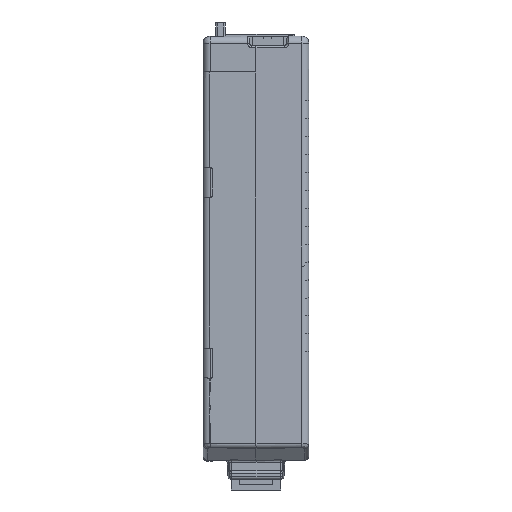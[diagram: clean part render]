
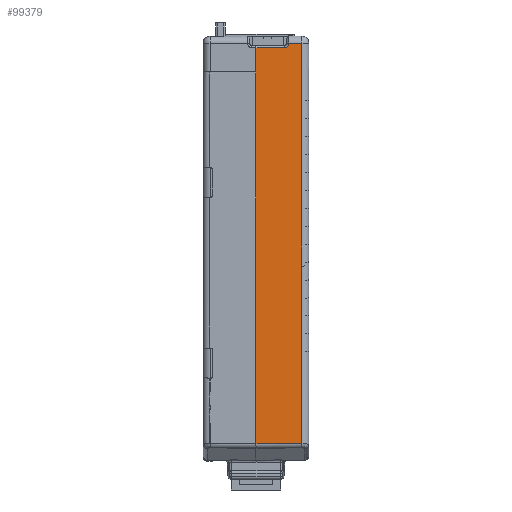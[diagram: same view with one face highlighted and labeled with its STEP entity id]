
A CAD part, front view. The second image highlights one B-rep face of the part: STEP entity #99379.
In plain terms, the highlighted planar face has unit normal (0.009, -1, 0).
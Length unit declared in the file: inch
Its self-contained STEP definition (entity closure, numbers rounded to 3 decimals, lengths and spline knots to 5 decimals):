
#251 = VECTOR ( 'NONE', #118069, 39.37008 ) ;
#1492 = ORIENTED_EDGE ( 'NONE', *, *, #71096, .T. ) ;
#1499 = VECTOR ( 'NONE', #132796, 39.37008 ) ;
#1958 = DIRECTION ( 'NONE',  ( -0.009, 1., 0. ) ) ;
#2349 = CIRCLE ( 'NONE', #135654, 0.0392 ) ;
#3691 = LINE ( 'NONE', #152376, #133069 ) ;
#5311 = CARTESIAN_POINT ( 'NONE',  ( 0.28599, -3.9497, 2.98563 ) ) ;
#8882 = DIRECTION ( 'NONE',  ( 0., 0., -1. ) ) ;
#10799 = AXIS2_PLACEMENT_3D ( 'NONE', #13437, #1958, #133930 ) ;
#11984 = DIRECTION ( 'NONE',  ( 0., 0., -1. ) ) ;
#13437 = CARTESIAN_POINT ( 'NONE',  ( 0.27283, -3.94982, 6.79435 ) ) ;
#13780 = EDGE_CURVE ( 'NONE', #129598, #84226, #133874, .T. ) ;
#15898 = VERTEX_POINT ( 'NONE', #137092 ) ;
#17297 = VERTEX_POINT ( 'NONE', #43270 ) ;
#20495 = ORIENTED_EDGE ( 'NONE', *, *, #108989, .T. ) ;
#20882 = DIRECTION ( 'NONE',  ( -1., -0.009, 0. ) ) ;
#22379 = LINE ( 'NONE', #101625, #63557 ) ;
#23314 = VERTEX_POINT ( 'NONE', #100968 ) ;
#25388 = VERTEX_POINT ( 'NONE', #122944 ) ;
#32974 = DIRECTION ( 'NONE',  ( 1., 0.009, 0. ) ) ;
#33060 = EDGE_CURVE ( 'NONE', #41240, #23314, #3691, .T. ) ;
#36432 = CARTESIAN_POINT ( 'NONE',  ( 0.40072, -3.9487, 6.79435 ) ) ;
#37421 = CARTESIAN_POINT ( 'NONE',  ( 0.28599, -3.9497, 2.98563 ) ) ;
#38441 = EDGE_CURVE ( 'NONE', #39218, #23314, #65749, .T. ) ;
#38580 = VECTOR ( 'NONE', #116451, 39.37008 ) ;
#39057 = CARTESIAN_POINT ( 'NONE',  ( 0.40072, -3.94871, 1.03143 ) ) ;
#39218 = VERTEX_POINT ( 'NONE', #119939 ) ;
#41240 = VERTEX_POINT ( 'NONE', #91330 ) ;
#42065 = VECTOR ( 'NONE', #8882, 39.37008 ) ;
#42263 = CARTESIAN_POINT ( 'NONE',  ( 0.40072, -3.94871, -0.52684 ) ) ;
#43270 = CARTESIAN_POINT ( 'NONE',  ( -0.0016, -3.95221, 0.22185 ) ) ;
#45142 = VECTOR ( 'NONE', #11984, 39.37008 ) ;
#48065 = ORIENTED_EDGE ( 'NONE', *, *, #147851, .F. ) ;
#50109 = EDGE_CURVE ( 'NONE', #15898, #153531, #97849, .T. ) ;
#56585 = ORIENTED_EDGE ( 'NONE', *, *, #147685, .T. ) ;
#56586 = CARTESIAN_POINT ( 'NONE',  ( -0.0016, -3.95221, -0.52927 ) ) ;
#58605 = DIRECTION ( 'NONE',  ( -1., -0.009, 0.009 ) ) ;
#58618 = CARTESIAN_POINT ( 'NONE',  ( 0.40072, -3.9487, 6.79435 ) ) ;
#60771 = FACE_OUTER_BOUND ( 'NONE', #108520, .T. ) ;
#62146 = PLANE ( 'NONE',  #10799 ) ;
#62992 = EDGE_CURVE ( 'NONE', #107092, #84226, #137932, .T. ) ;
#63557 = VECTOR ( 'NONE', #67047, 39.37008 ) ;
#63978 = DIRECTION ( 'NONE',  ( 0., 0., -1. ) ) ;
#65749 = LINE ( 'NONE', #153280, #251 ) ;
#67047 = DIRECTION ( 'NONE',  ( 0., 0., 1. ) ) ;
#71096 = EDGE_CURVE ( 'NONE', #153531, #41240, #2349, .T. ) ;
#77268 = ORIENTED_EDGE ( 'NONE', *, *, #148540, .F. ) ;
#80596 = CARTESIAN_POINT ( 'NONE',  ( 0.40072, -3.9487, 2.98618 ) ) ;
#82053 = VERTEX_POINT ( 'NONE', #104570 ) ;
#83744 = CARTESIAN_POINT ( 'NONE',  ( -0.0016, -3.95221, 1.46594 ) ) ;
#84226 = VERTEX_POINT ( 'NONE', #42263 ) ;
#85799 = LINE ( 'NONE', #36432, #1499 ) ;
#85884 = LINE ( 'NONE', #80596, #138352 ) ;
#91330 = CARTESIAN_POINT ( 'NONE',  ( 0.24679, -3.95005, 2.94643 ) ) ;
#95437 = LINE ( 'NONE', #109532, #155371 ) ;
#97849 = LINE ( 'NONE', #5311, #118389 ) ;
#99379 = ADVANCED_FACE ( 'NONE', ( #60771 ), #62146, .F. ) ;
#100968 = CARTESIAN_POINT ( 'NONE',  ( -0.0016, -3.95221, 2.94643 ) ) ;
#101625 = CARTESIAN_POINT ( 'NONE',  ( -0.0016, -3.95221, -0.8979 ) ) ;
#104570 = CARTESIAN_POINT ( 'NONE',  ( 0.40072, -3.9487, 2.98618 ) ) ;
#106246 = DIRECTION ( 'NONE',  ( -0.009, 1., 0. ) ) ;
#106369 = ORIENTED_EDGE ( 'NONE', *, *, #50109, .T. ) ;
#107092 = VERTEX_POINT ( 'NONE', #56586 ) ;
#107424 = EDGE_CURVE ( 'NONE', #25388, #17297, #112584, .T. ) ;
#108520 = EDGE_LOOP ( 'NONE', ( #127191, #140005, #77268, #20495, #106369, #1492, #133165, #125524, #56585, #125869, #48065 ) ) ;
#108989 = EDGE_CURVE ( 'NONE', #82053, #15898, #85884, .T. ) ;
#109532 = CARTESIAN_POINT ( 'NONE',  ( -0.0016, -3.95221, 6.79435 ) ) ;
#112584 = LINE ( 'NONE', #83744, #45142 ) ;
#116451 = DIRECTION ( 'NONE',  ( 1., 0.009, 0.006 ) ) ;
#118069 = DIRECTION ( 'NONE',  ( 0., 0., 1. ) ) ;
#118389 = VECTOR ( 'NONE', #136239, 39.37008 ) ;
#119939 = CARTESIAN_POINT ( 'NONE',  ( -0.0016, -3.95221, 2.73406 ) ) ;
#122944 = CARTESIAN_POINT ( 'NONE',  ( -0.0016, -3.95221, 2.71004 ) ) ;
#125524 = ORIENTED_EDGE ( 'NONE', *, *, #38441, .F. ) ;
#125869 = ORIENTED_EDGE ( 'NONE', *, *, #107424, .T. ) ;
#127191 = ORIENTED_EDGE ( 'NONE', *, *, #62992, .T. ) ;
#129598 = VERTEX_POINT ( 'NONE', #39057 ) ;
#130630 = CARTESIAN_POINT ( 'NONE',  ( -0.0016, -3.95221, -0.52927 ) ) ;
#132796 = DIRECTION ( 'NONE',  ( 0., 0., -1. ) ) ;
#133069 = VECTOR ( 'NONE', #20882, 39.37008 ) ;
#133165 = ORIENTED_EDGE ( 'NONE', *, *, #33060, .T. ) ;
#133874 = LINE ( 'NONE', #58618, #42065 ) ;
#133930 = DIRECTION ( 'NONE',  ( 0., 0., 1. ) ) ;
#135654 = AXIS2_PLACEMENT_3D ( 'NONE', #140885, #106246, #32974 ) ;
#136239 = DIRECTION ( 'NONE',  ( 0., 0., -1. ) ) ;
#137092 = CARTESIAN_POINT ( 'NONE',  ( 0.28599, -3.9497, 2.98718 ) ) ;
#137932 = LINE ( 'NONE', #130630, #38580 ) ;
#138352 = VECTOR ( 'NONE', #58605, 39.37008 ) ;
#140005 = ORIENTED_EDGE ( 'NONE', *, *, #13780, .F. ) ;
#140885 = CARTESIAN_POINT ( 'NONE',  ( 0.24679, -3.95005, 2.98563 ) ) ;
#147685 = EDGE_CURVE ( 'NONE', #39218, #25388, #95437, .T. ) ;
#147851 = EDGE_CURVE ( 'NONE', #107092, #17297, #22379, .T. ) ;
#148540 = EDGE_CURVE ( 'NONE', #82053, #129598, #85799, .T. ) ;
#152376 = CARTESIAN_POINT ( 'NONE',  ( 0.46316, -3.94816, 2.94643 ) ) ;
#153280 = CARTESIAN_POINT ( 'NONE',  ( -0.0016, -3.95221, -0.8979 ) ) ;
#153531 = VERTEX_POINT ( 'NONE', #37421 ) ;
#155371 = VECTOR ( 'NONE', #63978, 39.37008 ) ;
